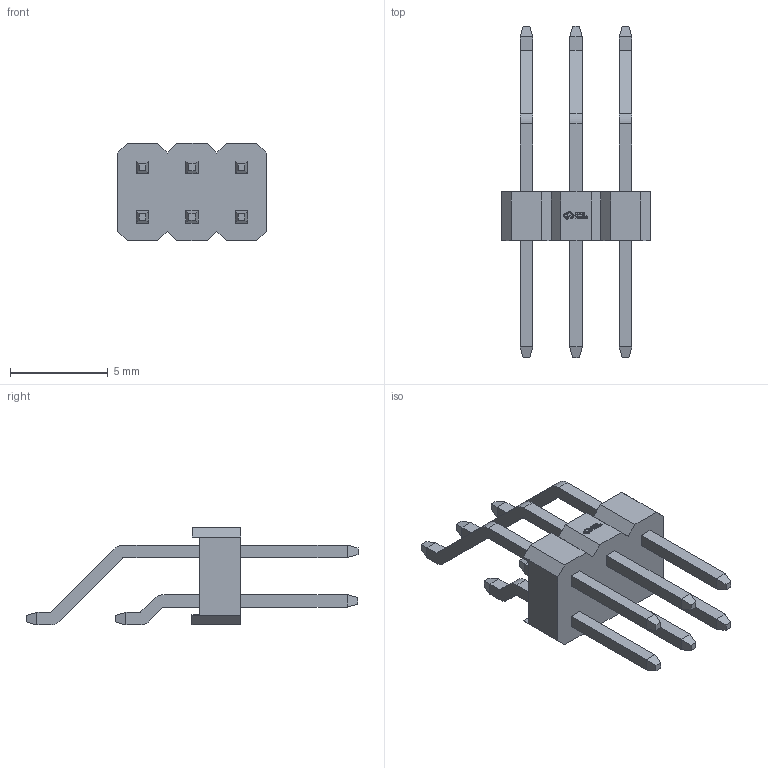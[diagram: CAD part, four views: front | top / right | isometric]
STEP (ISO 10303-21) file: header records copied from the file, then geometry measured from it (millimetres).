
FILE_DESCRIPTION (( 'STEP AP214' ), '1' );
FILE_NAME ('HDR-SMD_6P-P2.54-H-M-R2-C3-LS17.0.STEP', '2023-05-16T12:11:30', ( '' ), ( '' ), 'SwSTEP 2.0', 'SolidWorks 2020', '' );
FILE_SCHEMA (( 'AUTOMOTIVE_DESIGN' ));
Length unit declared in the file: millimetre
Products named in the file (1): HDR-SMD_6P-P2.54-H-M-R2-C3-LS17.0
Bounding box: 7.62 x 17 x 5.01 mm (x, y, z)
Volume: 111.4 mm3; surface area: 340.6 mm2
Topology: 1 solids, 1 shells, 403 faces, 1062 edges, 692 vertices
Faces by surface type: plane 284, bspline 98, cylinder 21
Entity records: 17233 total; most frequent: CARTESIAN_POINT 3464, ORIENTED_EDGE 2124, DIRECTION 1516, EDGE_CURVE 1062, LINE 820, VECTOR 820, VERTEX_POINT 692, EDGE_LOOP 434
